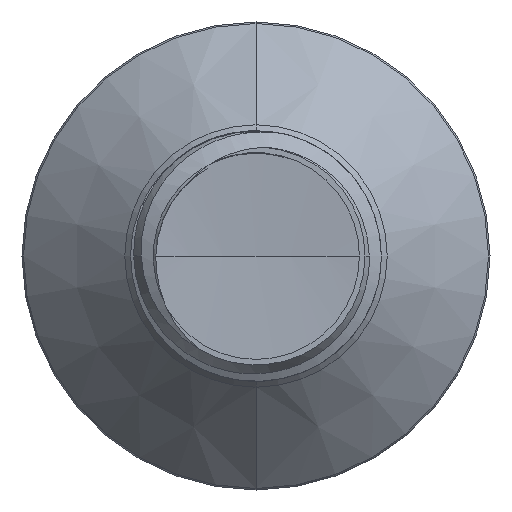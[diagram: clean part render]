
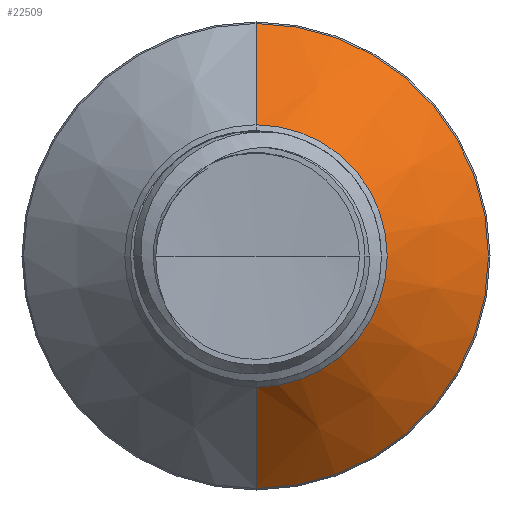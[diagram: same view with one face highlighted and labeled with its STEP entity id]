
A CAD part, front view. The second image highlights one B-rep face of the part: STEP entity #22509.
In plain terms, the highlighted conical face has half-angle 45 degrees and reference radius 1.571 mm.
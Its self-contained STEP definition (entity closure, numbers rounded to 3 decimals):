
#150 = DIRECTION ( 'NONE',  ( 0., 0., 1. ) ) ;
#1136 = LINE ( 'NONE', #8406, #16941 ) ;
#1684 = VERTEX_POINT ( 'NONE', #9349 ) ;
#2437 = EDGE_CURVE ( 'NONE', #1684, #2691, #12306, .T. ) ;
#2534 = AXIS2_PLACEMENT_3D ( 'NONE', #24836, #12607, #150 ) ;
#2691 = VERTEX_POINT ( 'NONE', #15001 ) ;
#2987 = ORIENTED_EDGE ( 'NONE', *, *, #8869, .T. ) ;
#3224 = ORIENTED_EDGE ( 'NONE', *, *, #16564, .T. ) ;
#3433 = ORIENTED_EDGE ( 'NONE', *, *, #2437, .F. ) ;
#4557 = VERTEX_POINT ( 'NONE', #9153 ) ;
#4633 = DIRECTION ( 'NONE',  ( 0., 1., 0. ) ) ;
#5367 = CARTESIAN_POINT ( 'NONE',  ( 0., 7.409, 1.571 ) ) ;
#6335 = DIRECTION ( 'NONE',  ( 0., 0., 1. ) ) ;
#8154 = DIRECTION ( 'NONE',  ( 0., 0.707, -0.707 ) ) ;
#8406 = CARTESIAN_POINT ( 'NONE',  ( 0., 7.409, -1.571 ) ) ;
#8869 = EDGE_CURVE ( 'NONE', #25266, #4557, #14787, .T. ) ;
#9153 = CARTESIAN_POINT ( 'NONE',  ( 0., 7.409, -1.571 ) ) ;
#9349 = CARTESIAN_POINT ( 'NONE',  ( 0., 8.62, 2.782 ) ) ;
#11775 = FACE_OUTER_BOUND ( 'NONE', #23928, .T. ) ;
#12306 = CIRCLE ( 'NONE', #15914, 2.782 ) ;
#12607 = DIRECTION ( 'NONE',  ( 0., 1., 0. ) ) ;
#13542 = EDGE_CURVE ( 'NONE', #25266, #1684, #16658, .T. ) ;
#14787 = CIRCLE ( 'NONE', #2534, 1.571 ) ;
#15001 = CARTESIAN_POINT ( 'NONE',  ( 0., 8.62, -2.782 ) ) ;
#15388 = VECTOR ( 'NONE', #25203, 1000. ) ;
#15914 = AXIS2_PLACEMENT_3D ( 'NONE', #16881, #4633, #18928 ) ;
#15922 = CONICAL_SURFACE ( 'NONE', #22599, 1.571, 0.785 ) ;
#16564 = EDGE_CURVE ( 'NONE', #4557, #2691, #1136, .T. ) ;
#16658 = LINE ( 'NONE', #20898, #15388 ) ;
#16881 = CARTESIAN_POINT ( 'NONE',  ( 0., 8.62, 0. ) ) ;
#16941 = VECTOR ( 'NONE', #8154, 1000. ) ;
#18928 = DIRECTION ( 'NONE',  ( 0., 0., 1. ) ) ;
#20610 = CARTESIAN_POINT ( 'NONE',  ( 0., 7.409, 0. ) ) ;
#20869 = DIRECTION ( 'NONE',  ( 0., 1., 0. ) ) ;
#20898 = CARTESIAN_POINT ( 'NONE',  ( 0., 7.409, 1.571 ) ) ;
#22509 = ADVANCED_FACE ( 'NONE', ( #11775 ), #15922, .T. ) ;
#22599 = AXIS2_PLACEMENT_3D ( 'NONE', #20610, #20869, #6335 ) ;
#23928 = EDGE_LOOP ( 'NONE', ( #2987, #3224, #3433, #26114 ) ) ;
#24836 = CARTESIAN_POINT ( 'NONE',  ( 0., 7.409, 0. ) ) ;
#25203 = DIRECTION ( 'NONE',  ( 0., 0.707, 0.707 ) ) ;
#25266 = VERTEX_POINT ( 'NONE', #5367 ) ;
#26114 = ORIENTED_EDGE ( 'NONE', *, *, #13542, .F. ) ;
